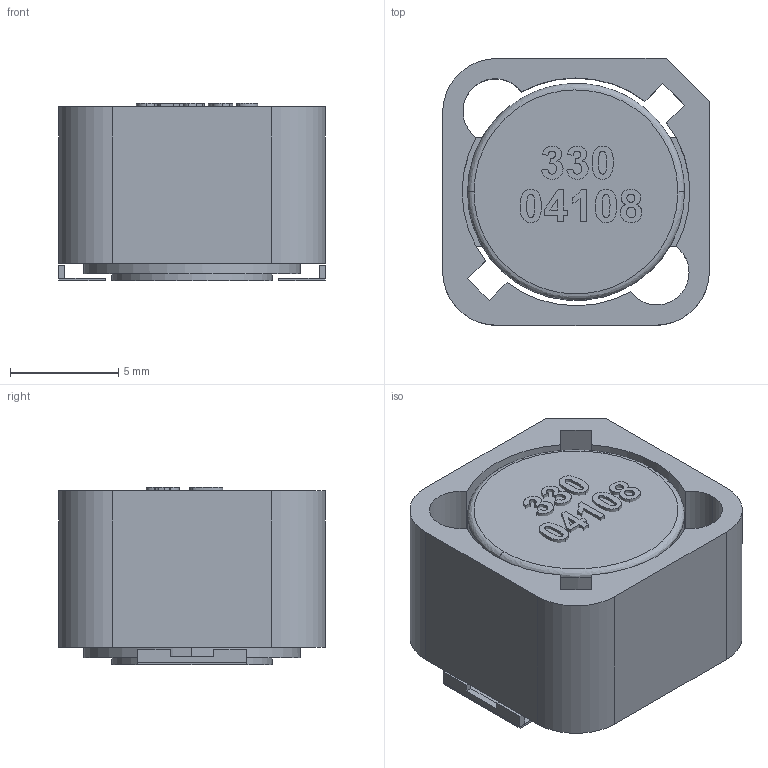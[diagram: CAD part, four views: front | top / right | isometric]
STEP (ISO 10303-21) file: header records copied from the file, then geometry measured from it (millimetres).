
FILE_DESCRIPTION (( 'STEP AP203' ), '1' );
FILE_NAME ('User Library-D128C.STEP', '2014-12-25T12:53:20', ( 'Windows User' ), ( '' ), 'SwSTEP 2.0', 'SolidWorks 2015', '' );
FILE_SCHEMA (( 'CONFIG_CONTROL_DESIGN' ));
Length unit declared in the file: millimetre
Products named in the file (1): User Library-D128C
Bounding box: 12.32 x 12.3 x 8.16 mm (x, y, z)
Volume: 968 mm3; surface area: 1206.4 mm2
Topology: 12 solids, 12 shells, 152 faces, 379 edges, 252 vertices
Faces by surface type: plane 89, bspline 49, cylinder 14
Entity records: 5529 total; most frequent: CARTESIAN_POINT 2162, ORIENTED_EDGE 758, DIRECTION 498, EDGE_CURVE 379, VERTEX_POINT 252, LINE 234, VECTOR 234, EDGE_LOOP 167
